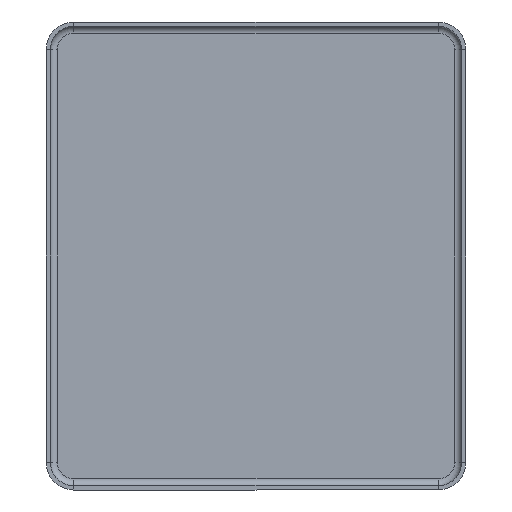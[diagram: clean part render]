
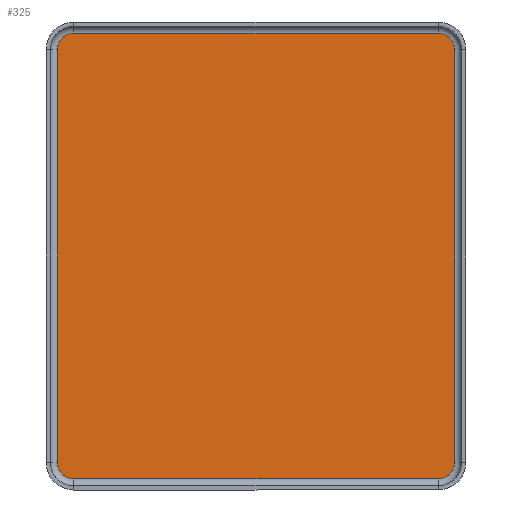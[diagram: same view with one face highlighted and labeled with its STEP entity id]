
A CAD part, front view. The second image highlights one B-rep face of the part: STEP entity #325.
In plain terms, the highlighted planar face has unit normal (0, -1, 0).
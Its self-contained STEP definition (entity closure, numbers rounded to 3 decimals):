
#9 = VECTOR ( 'NONE', #991, 1000. ) ;
#36 = VECTOR ( 'NONE', #202, 1000. ) ;
#48 = EDGE_CURVE ( 'NONE', #461, #591, #914, .T. ) ;
#50 = AXIS2_PLACEMENT_3D ( 'NONE', #988, #384, #1140 ) ;
#57 = CARTESIAN_POINT ( 'NONE',  ( -13.15, -0.3, 16.1 ) ) ;
#95 = ORIENTED_EDGE ( 'NONE', *, *, #158, .F. ) ;
#97 = FACE_OUTER_BOUND ( 'NONE', #913, .T. ) ;
#105 = CIRCLE ( 'NONE', #50, 1.2 ) ;
#110 = EDGE_CURVE ( 'NONE', #416, #432, #747, .T. ) ;
#153 = ORIENTED_EDGE ( 'NONE', *, *, #610, .F. ) ;
#158 = EDGE_CURVE ( 'NONE', #591, #179, #934, .T. ) ;
#159 = PLANE ( 'NONE',  #735 ) ;
#179 = VERTEX_POINT ( 'NONE', #299 ) ;
#202 = DIRECTION ( 'NONE',  ( -1., 0., 0. ) ) ;
#229 = CARTESIAN_POINT ( 'NONE',  ( -14.35, -0.3, -14.9 ) ) ;
#248 = CARTESIAN_POINT ( 'NONE',  ( 14.35, -0.3, -14.9 ) ) ;
#252 = CARTESIAN_POINT ( 'NONE',  ( 13.15, -0.3, 14.9 ) ) ;
#257 = VERTEX_POINT ( 'NONE', #392 ) ;
#268 = AXIS2_PLACEMENT_3D ( 'NONE', #354, #977, #1074 ) ;
#276 = LINE ( 'NONE', #371, #9 ) ;
#299 = CARTESIAN_POINT ( 'NONE',  ( -14.35, -0.3, 14.9 ) ) ;
#325 = ADVANCED_FACE ( 'NONE', ( #97 ), #159, .T. ) ;
#338 = VERTEX_POINT ( 'NONE', #248 ) ;
#354 = CARTESIAN_POINT ( 'NONE',  ( -13.15, -0.3, -14.9 ) ) ;
#371 = CARTESIAN_POINT ( 'NONE',  ( 14.35, -0.3, 14.9 ) ) ;
#384 = DIRECTION ( 'NONE',  ( 0., 1., 0. ) ) ;
#392 = CARTESIAN_POINT ( 'NONE',  ( 13.15, -0.3, -16.1 ) ) ;
#397 = EDGE_CURVE ( 'NONE', #432, #718, #1035, .T. ) ;
#416 = VERTEX_POINT ( 'NONE', #57 ) ;
#432 = VERTEX_POINT ( 'NONE', #690 ) ;
#441 = ORIENTED_EDGE ( 'NONE', *, *, #48, .F. ) ;
#454 = CARTESIAN_POINT ( 'NONE',  ( -13.15, -0.3, -16.1 ) ) ;
#461 = VERTEX_POINT ( 'NONE', #454 ) ;
#508 = DIRECTION ( 'NONE',  ( 0., -1., 0. ) ) ;
#509 = DIRECTION ( 'NONE',  ( 0., 0., 1. ) ) ;
#514 = DIRECTION ( 'NONE',  ( 0., 0., 1. ) ) ;
#518 = CARTESIAN_POINT ( 'NONE',  ( -14.35, -0.3, -14.9 ) ) ;
#569 = AXIS2_PLACEMENT_3D ( 'NONE', #252, #875, #759 ) ;
#591 = VERTEX_POINT ( 'NONE', #229 ) ;
#603 = CARTESIAN_POINT ( 'NONE',  ( 13.15, -0.3, -14.9 ) ) ;
#610 = EDGE_CURVE ( 'NONE', #179, #416, #105, .T. ) ;
#631 = CIRCLE ( 'NONE', #814, 1.2 ) ;
#686 = CARTESIAN_POINT ( 'NONE',  ( 13.15, -0.3, 14.9 ) ) ;
#690 = CARTESIAN_POINT ( 'NONE',  ( 13.15, -0.3, 16.1 ) ) ;
#697 = VECTOR ( 'NONE', #509, 1000. ) ;
#718 = VERTEX_POINT ( 'NONE', #877 ) ;
#722 = CARTESIAN_POINT ( 'NONE',  ( 13.15, -0.3, -16.1 ) ) ;
#735 = AXIS2_PLACEMENT_3D ( 'NONE', #686, #508, #961 ) ;
#741 = ORIENTED_EDGE ( 'NONE', *, *, #787, .F. ) ;
#747 = LINE ( 'NONE', #905, #794 ) ;
#751 = ORIENTED_EDGE ( 'NONE', *, *, #798, .F. ) ;
#759 = DIRECTION ( 'NONE',  ( 0., 0., 1. ) ) ;
#787 = EDGE_CURVE ( 'NONE', #257, #461, #1090, .T. ) ;
#794 = VECTOR ( 'NONE', #797, 1000. ) ;
#797 = DIRECTION ( 'NONE',  ( 1., 0., 0. ) ) ;
#798 = EDGE_CURVE ( 'NONE', #718, #338, #276, .T. ) ;
#812 = ORIENTED_EDGE ( 'NONE', *, *, #1132, .F. ) ;
#814 = AXIS2_PLACEMENT_3D ( 'NONE', #603, #1147, #514 ) ;
#837 = ORIENTED_EDGE ( 'NONE', *, *, #110, .F. ) ;
#875 = DIRECTION ( 'NONE',  ( 0., 1., 0. ) ) ;
#877 = CARTESIAN_POINT ( 'NONE',  ( 14.35, -0.3, 14.9 ) ) ;
#884 = ORIENTED_EDGE ( 'NONE', *, *, #397, .F. ) ;
#905 = CARTESIAN_POINT ( 'NONE',  ( -13.15, -0.3, 16.1 ) ) ;
#913 = EDGE_LOOP ( 'NONE', ( #884, #837, #153, #95, #441, #741, #812, #751 ) ) ;
#914 = CIRCLE ( 'NONE', #268, 1.2 ) ;
#934 = LINE ( 'NONE', #518, #697 ) ;
#961 = DIRECTION ( 'NONE',  ( 0., 0., -1. ) ) ;
#977 = DIRECTION ( 'NONE',  ( 0., 1., 0. ) ) ;
#988 = CARTESIAN_POINT ( 'NONE',  ( -13.15, -0.3, 14.9 ) ) ;
#991 = DIRECTION ( 'NONE',  ( 0., 0., -1. ) ) ;
#1035 = CIRCLE ( 'NONE', #569, 1.2 ) ;
#1074 = DIRECTION ( 'NONE',  ( 0., 0., 1. ) ) ;
#1090 = LINE ( 'NONE', #722, #36 ) ;
#1132 = EDGE_CURVE ( 'NONE', #338, #257, #631, .T. ) ;
#1140 = DIRECTION ( 'NONE',  ( 0., 0., 1. ) ) ;
#1147 = DIRECTION ( 'NONE',  ( 0., 1., 0. ) ) ;
